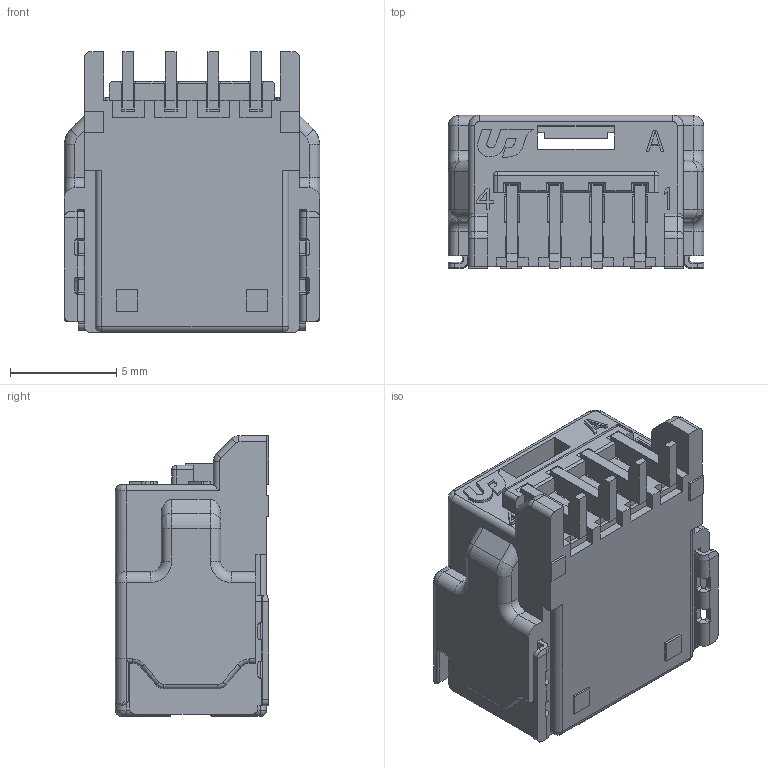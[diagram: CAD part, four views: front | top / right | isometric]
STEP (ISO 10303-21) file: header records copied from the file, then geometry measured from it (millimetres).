
FILE_DESCRIPTION((''),'2;1');
FILE_NAME('46_45_41_34_MANIFOLD_SOLID_BREP','2016-08-05T',('Personal'),(''),'PRO/ENGINEER BY PARAMETRIC TECHNOLOGY CORPORATION, 2011080','PRO/ENGINEER BY PARAMETRIC TECHNOLOGY CORPORATION, 2011080','');
FILE_SCHEMA(('CONFIG_CONTROL_DESIGN'));
Length unit declared in the file: millimetre
Products named in the file (1): 46_45_41_34_MANIFOLD_SOLID_BREP
Bounding box: 12 x 7.2 x 13.2 mm (x, y, z)
Volume: 411 mm3; surface area: 1177.4 mm2
Topology: 1 solids, 9 shells, 863 faces, 2349 edges, 1494 vertices
Faces by surface type: plane 592, cylinder 221, cone 16, torus 15, bspline 13, sphere 6
Entity records: 27343 total; most frequent: CARTESIAN_POINT 5488, ORIENTED_EDGE 4686, DIRECTION 4345, EDGE_CURVE 2343, VECTOR 1849, LINE 1849, VERTEX_POINT 1494, AXIS2_PLACEMENT_3D 1248
